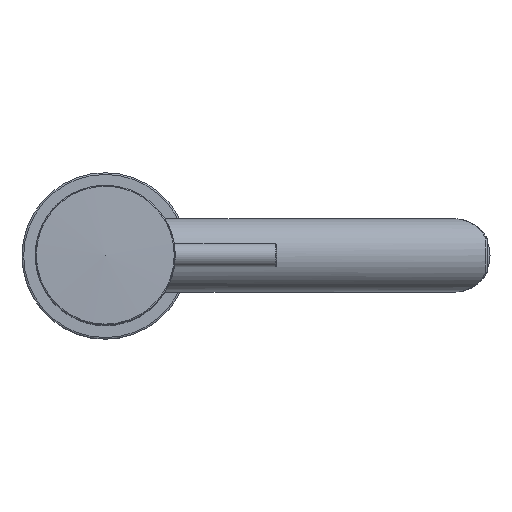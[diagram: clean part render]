
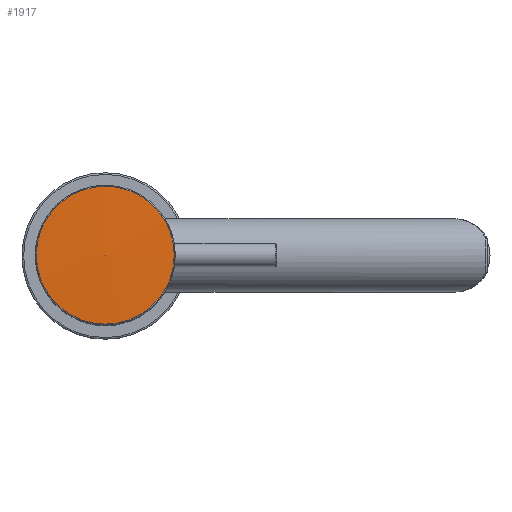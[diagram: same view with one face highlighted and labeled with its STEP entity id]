
A CAD part, top view. The second image highlights one B-rep face of the part: STEP entity #1917.
In plain terms, the highlighted spherical face has radius 441.66 mm.
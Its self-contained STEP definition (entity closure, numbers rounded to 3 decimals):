
#22=SPHERICAL_SURFACE('',#2545,441.66);
#144=CIRCLE('',#2537,20.714);
#786=ORIENTED_EDGE('',*,*,#1084,.T.);
#1084=EDGE_CURVE('',#1308,#1308,#144,.F.);
#1308=VERTEX_POINT('',#7046);
#1544=EDGE_LOOP('',(#786));
#1731=FACE_BOUND('',#1544,.T.);
#1917=ADVANCED_FACE('',(#1731),#22,.T.);
#2537=AXIS2_PLACEMENT_3D('',#7045,#3041,#3042);
#2545=AXIS2_PLACEMENT_3D('',#7058,#3059,#3060);
#3041=DIRECTION('',(0.,0.,-1.));
#3042=DIRECTION('',(-1.,0.,0.));
#3059=DIRECTION('',(0.,0.,-1.));
#3060=DIRECTION('',(1.,0.,0.));
#7045=CARTESIAN_POINT('',(0.,0.,138.214));
#7046=CARTESIAN_POINT('',(-20.714,0.,138.214));
#7058=CARTESIAN_POINT('',(0.,0.,-302.96));
